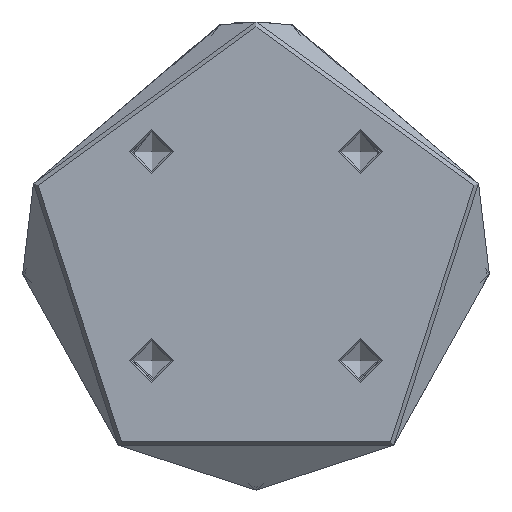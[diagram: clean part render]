
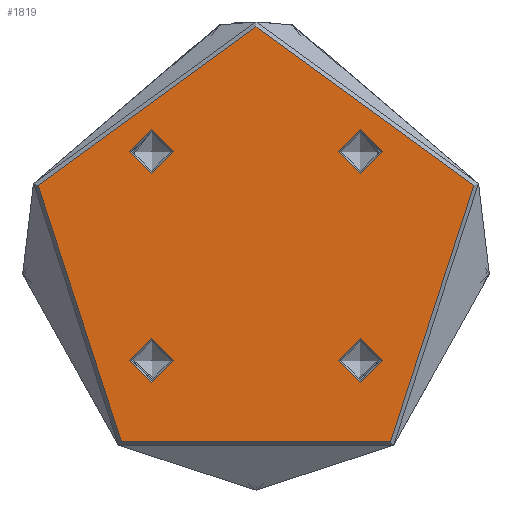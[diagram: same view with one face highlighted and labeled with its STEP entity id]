
A CAD part, front view. The second image highlights one B-rep face of the part: STEP entity #1819.
In plain terms, the highlighted face is planar.
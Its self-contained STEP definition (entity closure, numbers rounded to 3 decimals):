
#22 = CARTESIAN_POINT ( 'NONE',  ( 21.213, 21.213, 0. ) ) ;
#325 = EDGE_LOOP ( 'NONE', ( #2383 ) ) ;
#342 = CIRCLE ( 'NONE', #6037, 4.5 ) ;
#477 = ORIENTED_EDGE ( 'NONE', *, *, #5860, .F. ) ;
#499 = DIRECTION ( 'NONE',  ( 1., 0., 0. ) ) ;
#825 = CARTESIAN_POINT ( 'NONE',  ( 0., 0., 0. ) ) ;
#960 = VERTEX_POINT ( 'NONE', #1711 ) ;
#1136 = CARTESIAN_POINT ( 'NONE',  ( -21.213, 21.213, 0. ) ) ;
#1139 = EDGE_CURVE ( 'NONE', #5807, #5807, #342, .T. ) ;
#1186 = AXIS2_PLACEMENT_3D ( 'NONE', #1136, #4602, #1668 ) ;
#1668 = DIRECTION ( 'NONE',  ( -1., 0., 0. ) ) ;
#1710 = EDGE_LOOP ( 'NONE', ( #477 ) ) ;
#1711 = CARTESIAN_POINT ( 'NONE',  ( 25.713, 21.213, 0. ) ) ;
#1768 = ORIENTED_EDGE ( 'NONE', *, *, #2966, .T. ) ;
#1819 = ADVANCED_FACE ( 'NONE', ( #3640, #3891, #3580, #3562, #2925 ), #1851, .F. ) ;
#1851 = PLANE ( 'NONE',  #4134 ) ;
#1991 = EDGE_LOOP ( 'NONE', ( #2982 ) ) ;
#2015 = CARTESIAN_POINT ( 'NONE',  ( -21.213, -21.213, 0. ) ) ;
#2286 = EDGE_CURVE ( 'NONE', #4371, #4371, #3049, .T. ) ;
#2383 = ORIENTED_EDGE ( 'NONE', *, *, #2286, .T. ) ;
#2503 = DIRECTION ( 'NONE',  ( -1., 0., 0. ) ) ;
#2580 = CARTESIAN_POINT ( 'NONE',  ( 21.213, -21.213, 0. ) ) ;
#2595 = CIRCLE ( 'NONE', #6279, 46.5 ) ;
#2621 = ORIENTED_EDGE ( 'NONE', *, *, #2746, .T. ) ;
#2746 = EDGE_CURVE ( 'NONE', #2936, #2936, #3874, .T. ) ;
#2870 = CARTESIAN_POINT ( 'NONE',  ( 0., 0., 0. ) ) ;
#2925 = FACE_OUTER_BOUND ( 'NONE', #4150, .T. ) ;
#2936 = VERTEX_POINT ( 'NONE', #5971 ) ;
#2966 = EDGE_CURVE ( 'NONE', #5356, #5356, #2595, .T. ) ;
#2982 = ORIENTED_EDGE ( 'NONE', *, *, #1139, .F. ) ;
#3049 = CIRCLE ( 'NONE', #5196, 4.5 ) ;
#3050 = CARTESIAN_POINT ( 'NONE',  ( -25.713, -21.213, 0. ) ) ;
#3081 = DIRECTION ( 'NONE',  ( 1., 0., 0. ) ) ;
#3240 = EDGE_LOOP ( 'NONE', ( #2621 ) ) ;
#3335 = DIRECTION ( 'NONE',  ( -1., 0., 0. ) ) ;
#3341 = DIRECTION ( 'NONE',  ( 1., 0., 0. ) ) ;
#3477 = DIRECTION ( 'NONE',  ( 0., 0., 1. ) ) ;
#3562 = FACE_BOUND ( 'NONE', #1710, .T. ) ;
#3580 = FACE_BOUND ( 'NONE', #325, .T. ) ;
#3630 = CARTESIAN_POINT ( 'NONE',  ( 46.5, 0., 0. ) ) ;
#3640 = FACE_BOUND ( 'NONE', #1991, .T. ) ;
#3807 = CIRCLE ( 'NONE', #5428, 4.5 ) ;
#3874 = CIRCLE ( 'NONE', #1186, 4.5 ) ;
#3891 = FACE_BOUND ( 'NONE', #3240, .T. ) ;
#4134 = AXIS2_PLACEMENT_3D ( 'NONE', #825, #6233, #3335 ) ;
#4150 = EDGE_LOOP ( 'NONE', ( #1768 ) ) ;
#4371 = VERTEX_POINT ( 'NONE', #4507 ) ;
#4507 = CARTESIAN_POINT ( 'NONE',  ( 25.713, -21.213, 0. ) ) ;
#4602 = DIRECTION ( 'NONE',  ( 0., 0., -1. ) ) ;
#5196 = AXIS2_PLACEMENT_3D ( 'NONE', #2580, #5977, #3081 ) ;
#5356 = VERTEX_POINT ( 'NONE', #3630 ) ;
#5405 = DIRECTION ( 'NONE',  ( 0., 0., 1. ) ) ;
#5428 = AXIS2_PLACEMENT_3D ( 'NONE', #22, #3477, #499 ) ;
#5807 = VERTEX_POINT ( 'NONE', #3050 ) ;
#5860 = EDGE_CURVE ( 'NONE', #960, #960, #3807, .T. ) ;
#5971 = CARTESIAN_POINT ( 'NONE',  ( -25.713, 21.213, 0. ) ) ;
#5977 = DIRECTION ( 'NONE',  ( 0., 0., -1. ) ) ;
#6037 = AXIS2_PLACEMENT_3D ( 'NONE', #2015, #5405, #2503 ) ;
#6233 = DIRECTION ( 'NONE',  ( 0., 0., -1. ) ) ;
#6243 = DIRECTION ( 'NONE',  ( 0., 0., 1. ) ) ;
#6279 = AXIS2_PLACEMENT_3D ( 'NONE', #2870, #6243, #3341 ) ;
